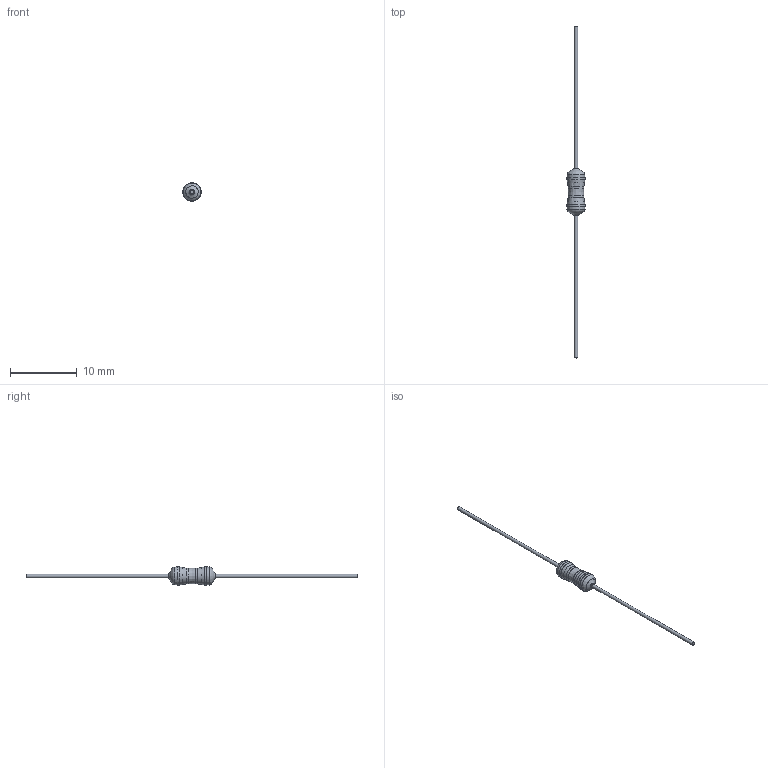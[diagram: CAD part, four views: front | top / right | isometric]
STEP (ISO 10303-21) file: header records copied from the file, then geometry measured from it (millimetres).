
FILE_DESCRIPTION( ('This file contains a STEP AP42 implementation' ,'as created by ZW3D STEP Interface translator.') ,'2;1' );
FILE_NAME( 'AA0307-L.stp' ,'14 925.115114', (''), ('ZWCAD Software Co.'), 'Version 1.0', 'ZW3D to STEP translator', '' );
FILE_SCHEMA( ('CONFIG_CONTROL_DESIGN') );
Length unit declared in the file: millimetre
Products named in the file (1): 0
Bounding box: 2.75 x 49.59 x 2.75 mm (x, y, z)
Volume: 40.1 mm3; surface area: 163.1 mm2
Topology: 11 solids, 12 shells, 48 faces, 74 edges, 46 vertices
Faces by surface type: bspline 48
Entity records: 1852 total; most frequent: CARTESIAN_POINT 1347, ORIENTED_EDGE 146, EDGE_CURVE 74, EDGE_LOOP 62, FACE_OUTER_BOUND 48, ADVANCED_FACE 48, VERTEX_POINT 46, B_SPLINE_SURFACE_WITH_KNOTS 20
